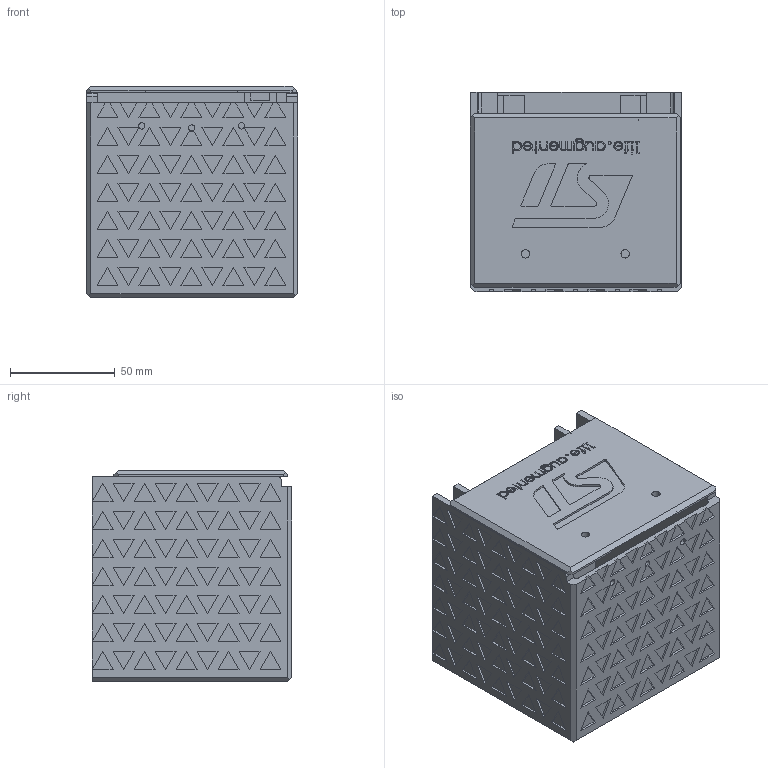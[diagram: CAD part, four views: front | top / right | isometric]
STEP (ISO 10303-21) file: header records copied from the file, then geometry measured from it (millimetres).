
FILE_DESCRIPTION(('STEP AP214'),'1');
FILE_NAME('Safe.stp','2023-06-12T14:14:58',(' '),(' '),'Spatial InterOp 3D',' ',' ');
FILE_SCHEMA(('AUTOMOTIVE_DESIGN { 1 0 10303 214 1 1 1 1 }'));
Length unit declared in the file: metre
Products named in the file (5): Body; Composant11; Safe; Cover; Composant12
Assembly tree (4 placements, depth 3):
  Safe
    Body
      Composant11
    Cover
      Composant12
Bounding box: 100.65 x 95.15 x 101 mm (x, y, z)
Volume: 214710.1 mm3; surface area: 121263.2 mm2
Topology: 2 solids, 2 shells, 1293 faces, 3182 edges, 2115 vertices
Faces by surface type: plane 1113, bspline 119, cylinder 61
Entity records: 39031 total; most frequent: CARTESIAN_POINT 8873, ORIENTED_EDGE 6364, DIRECTION 5455, EDGE_CURVE 3182, LINE 2821, VECTOR 2821, VERTEX_POINT 2115, EDGE_LOOP 1545
